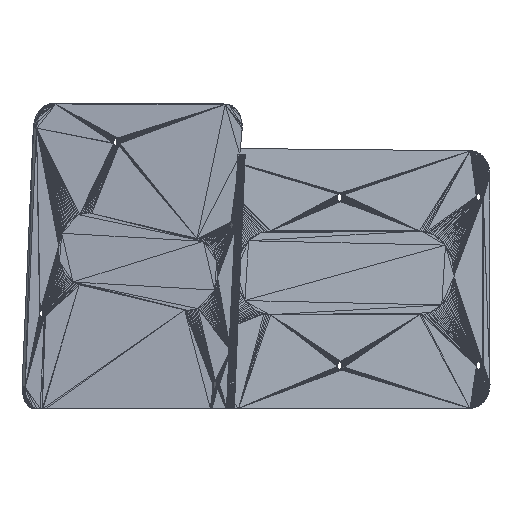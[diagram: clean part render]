
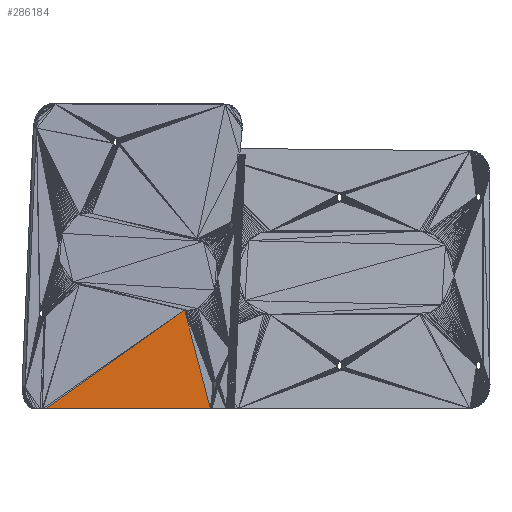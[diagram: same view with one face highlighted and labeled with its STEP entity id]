
A CAD part, left-side view. The second image highlights one B-rep face of the part: STEP entity #286184.
In plain terms, the highlighted planar face has unit normal (-0.745, -0.664, -0.065).
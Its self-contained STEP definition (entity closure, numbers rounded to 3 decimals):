
#185063 = VERTEX_POINT('',#185064);
#185064 = CARTESIAN_POINT('',(-140.069,126.275,
    40.677));
#185593 = PLANE('',#185594);
#185594 = AXIS2_PLACEMENT_3D('',#185595,#185596,#185597);
#185595 = CARTESIAN_POINT('',(-132.799,120.066,
    20.578));
#185596 = DIRECTION('',(-0.745,-0.664,
    -0.065));
#185597 = DIRECTION('',(0.665,-0.747,0.));
#281168 = VERTEX_POINT('',#281169);
#281169 = CARTESIAN_POINT('',(-187.487,183.47,
    0.));
#281176 = PLANE('',#281177);
#281177 = AXIS2_PLACEMENT_3D('',#281178,#281179,#281180);
#281178 = CARTESIAN_POINT('',(-157.076,149.325,
    0.));
#281179 = DIRECTION('',(-0.534,-0.475,-0.7)
  );
#281180 = DIRECTION('',(-0.795,0.,0.607));
#281196 = VERTEX_POINT('',#281197);
#281197 = CARTESIAN_POINT('',(-127.035,115.596,
    0.));
#281218 = EDGE_CURVE('',#281196,#281168,#281219,.T.);
#281219 = SURFACE_CURVE('',#281220,(#281224,#281231),.PCURVE_S1.);
#281220 = LINE('',#281221,#281222);
#281221 = CARTESIAN_POINT('',(-127.035,115.596,
    0.));
#281222 = VECTOR('',#281223,1.);
#281223 = DIRECTION('',(-0.665,0.747,
    0.));
#281224 = PCURVE('',#281176,#281225);
#281225 = DEFINITIONAL_REPRESENTATION('',(#281226),#281230);
#281226 = LINE('',#281227,#281228);
#281227 = CARTESIAN_POINT('',(-23.884,-38.336));
#281228 = VECTOR('',#281229,1.);
#281229 = DIRECTION('',(0.529,0.849));
#281230 = ( GEOMETRIC_REPRESENTATION_CONTEXT(2) 
PARAMETRIC_REPRESENTATION_CONTEXT() REPRESENTATION_CONTEXT('2D SPACE',''
  ) );
#281231 = PCURVE('',#281232,#281237);
#281232 = PLANE('',#281233);
#281233 = AXIS2_PLACEMENT_3D('',#281234,#281235,#281236);
#281234 = CARTESIAN_POINT('',(-155.022,145.859,
    11.921));
#281235 = DIRECTION('',(-0.745,-0.664,
    -0.065));
#281236 = DIRECTION('',(0.665,-0.747,
    0.));
#281237 = DEFINITIONAL_REPRESENTATION('',(#281238),#281242);
#281238 = LINE('',#281239,#281240);
#281239 = CARTESIAN_POINT('',(41.213,-11.946));
#281240 = VECTOR('',#281241,1.);
#281241 = DIRECTION('',(-1.,0.));
#281242 = ( GEOMETRIC_REPRESENTATION_CONTEXT(2) 
PARAMETRIC_REPRESENTATION_CONTEXT() REPRESENTATION_CONTEXT('2D SPACE',''
  ) );
#281263 = PLANE('',#281264);
#281264 = AXIS2_PLACEMENT_3D('',#281265,#281266,#281267);
#281265 = CARTESIAN_POINT('',(-164.306,155.485,
    20.136));
#281266 = DIRECTION('',(-0.745,-0.664,
    -0.065));
#281267 = DIRECTION('',(0.665,-0.747,0.));
#286184 = ADVANCED_FACE('',(#286185),#281232,.T.);
#286185 = FACE_BOUND('',#286186,.T.);
#286186 = EDGE_LOOP('',(#286187,#286208,#286209));
#286187 = ORIENTED_EDGE('',*,*,#286188,.T.);
#286188 = EDGE_CURVE('',#185063,#281168,#286189,.T.);
#286189 = SURFACE_CURVE('',#286190,(#286194,#286201),.PCURVE_S1.);
#286190 = LINE('',#286191,#286192);
#286191 = CARTESIAN_POINT('',(-140.069,126.275,
    40.677));
#286192 = VECTOR('',#286193,1.);
#286193 = DIRECTION('',(-0.56,0.675,-0.48)
  );
#286194 = PCURVE('',#281232,#286195);
#286195 = DEFINITIONAL_REPRESENTATION('',(#286196),#286200);
#286196 = LINE('',#286197,#286198);
#286197 = CARTESIAN_POINT('',(24.57,28.816));
#286198 = VECTOR('',#286199,1.);
#286199 = DIRECTION('',(-0.877,-0.481));
#286200 = ( GEOMETRIC_REPRESENTATION_CONTEXT(2) 
PARAMETRIC_REPRESENTATION_CONTEXT() REPRESENTATION_CONTEXT('2D SPACE',''
  ) );
#286201 = PCURVE('',#281263,#286202);
#286202 = DEFINITIONAL_REPRESENTATION('',(#286203),#286207);
#286203 = LINE('',#286204,#286205);
#286204 = CARTESIAN_POINT('',(37.933,20.584));
#286205 = VECTOR('',#286206,1.);
#286206 = DIRECTION('',(-0.877,-0.481));
#286207 = ( GEOMETRIC_REPRESENTATION_CONTEXT(2) 
PARAMETRIC_REPRESENTATION_CONTEXT() REPRESENTATION_CONTEXT('2D SPACE',''
  ) );
#286208 = ORIENTED_EDGE('',*,*,#281218,.F.);
#286209 = ORIENTED_EDGE('',*,*,#286210,.T.);
#286210 = EDGE_CURVE('',#281196,#185063,#286211,.T.);
#286211 = SURFACE_CURVE('',#286212,(#286216,#286223),.PCURVE_S1.);
#286212 = LINE('',#286213,#286214);
#286213 = CARTESIAN_POINT('',(-127.035,115.596,
    0.));
#286214 = VECTOR('',#286215,1.);
#286215 = DIRECTION('',(-0.296,0.243,0.924));
#286216 = PCURVE('',#281232,#286217);
#286217 = DEFINITIONAL_REPRESENTATION('',(#286218),#286222);
#286218 = LINE('',#286219,#286220);
#286219 = CARTESIAN_POINT('',(41.213,-11.946));
#286220 = VECTOR('',#286221,1.);
#286221 = DIRECTION('',(-0.378,0.926));
#286222 = ( GEOMETRIC_REPRESENTATION_CONTEXT(2) 
PARAMETRIC_REPRESENTATION_CONTEXT() REPRESENTATION_CONTEXT('2D SPACE',''
  ) );
#286223 = PCURVE('',#185593,#286224);
#286224 = DEFINITIONAL_REPRESENTATION('',(#286225),#286229);
#286225 = LINE('',#286226,#286227);
#286226 = CARTESIAN_POINT('',(7.171,-20.621));
#286227 = VECTOR('',#286228,1.);
#286228 = DIRECTION('',(-0.378,0.926));
#286229 = ( GEOMETRIC_REPRESENTATION_CONTEXT(2) 
PARAMETRIC_REPRESENTATION_CONTEXT() REPRESENTATION_CONTEXT('2D SPACE',''
  ) );
